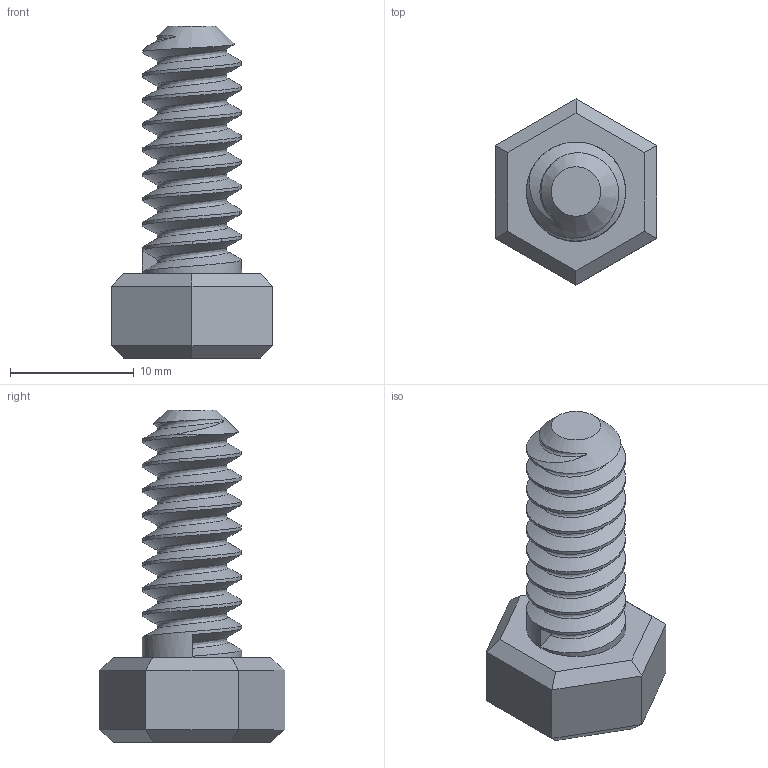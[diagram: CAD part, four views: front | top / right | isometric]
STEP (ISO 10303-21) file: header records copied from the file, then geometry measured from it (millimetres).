
FILE_DESCRIPTION(('STEP AP242'), '1');
FILE_NAME('ItemBoltM8L20S2', '', ('UNSPECIFIED'), ('UNSPECIFIED'), 'C3D Converter', 'C3D Toolkit', '');
FILE_SCHEMA(('AP242_MANAGED_MODEL_BASED_3D_ENGINEERING_MIM_LF { 1 0 10303 442 1 1 4 }'));
Length unit declared in the file: millimetre
Bounding box: 13 x 15.01 x 26.8 mm (x, y, z)
Volume: 1593.7 mm3; surface area: 1264.8 mm2
Topology: 1 solids, 1 shells, 48 faces, 118 edges, 78 vertices
Faces by surface type: plane 35, cylinder 9, bspline 3, cone 1
Full cylindrical faces by diameter (mm): 8 x1
Entity records: 9824 total; most frequent: CARTESIAN_POINT 8366, ORIENTED_EDGE 218, DIRECTION 180, EDGE_CURVE 109, LINE 82, VECTOR 82, VERTEX_POINT 68, COLOUR_RGB 52
